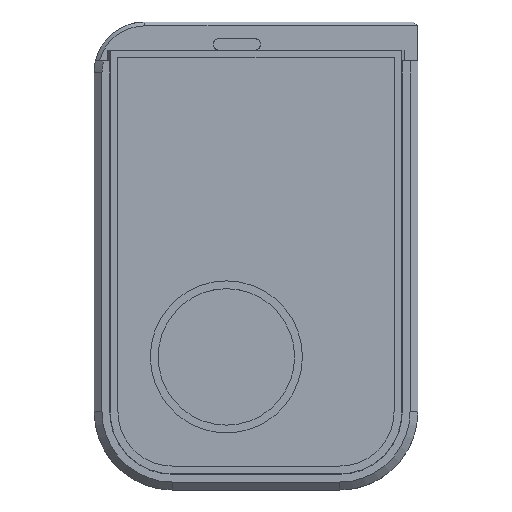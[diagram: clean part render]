
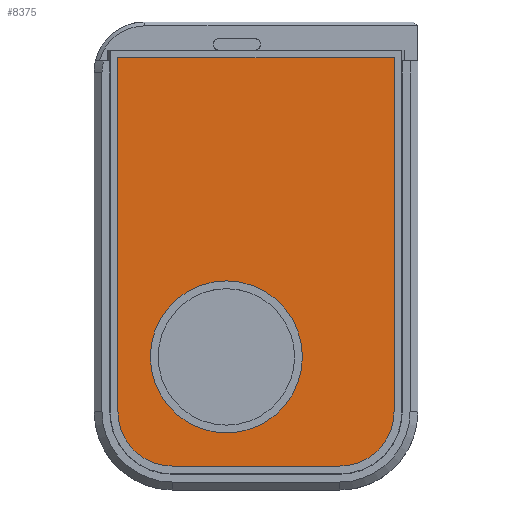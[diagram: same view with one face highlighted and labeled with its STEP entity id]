
A CAD part, top view. The second image highlights one B-rep face of the part: STEP entity #8375.
In plain terms, the highlighted planar face has unit normal (0, 0, 1).
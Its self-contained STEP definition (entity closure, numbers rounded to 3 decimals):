
#70=FACE_BOUND('',#1249,.T.);
#363=CIRCLE('',#8998,13.9);
#364=CIRCLE('',#8999,13.9);
#365=CIRCLE('',#9000,19.5);
#787=FACE_OUTER_BOUND('',#1248,.T.);
#1248=EDGE_LOOP('',(#7538,#7539,#7540,#7541,#7542,#7543));
#1249=EDGE_LOOP('',(#7544));
#2217=LINE('',#13936,#3205);
#2221=LINE('',#13946,#3209);
#2222=LINE('',#13950,#3210);
#2223=LINE('',#13951,#3211);
#3205=VECTOR('',#11124,10.);
#3209=VECTOR('',#11132,10.);
#3210=VECTOR('',#11135,10.);
#3211=VECTOR('',#11136,10.);
#3970=VERTEX_POINT('',#13934);
#3971=VERTEX_POINT('',#13935);
#3974=VERTEX_POINT('',#13943);
#3975=VERTEX_POINT('',#13945);
#3976=VERTEX_POINT('',#13947);
#3977=VERTEX_POINT('',#13949);
#3978=VERTEX_POINT('',#13952);
#5164=EDGE_CURVE('',#3970,#3971,#2217,.T.);
#5168=EDGE_CURVE('',#3970,#3974,#363,.T.);
#5169=EDGE_CURVE('',#3975,#3974,#2221,.T.);
#5170=EDGE_CURVE('',#3975,#3976,#364,.F.);
#5171=EDGE_CURVE('',#3976,#3977,#2222,.T.);
#5172=EDGE_CURVE('',#3971,#3977,#2223,.T.);
#5173=EDGE_CURVE('',#3978,#3978,#365,.F.);
#7538=ORIENTED_EDGE('',*,*,#5164,.F.);
#7539=ORIENTED_EDGE('',*,*,#5168,.T.);
#7540=ORIENTED_EDGE('',*,*,#5169,.F.);
#7541=ORIENTED_EDGE('',*,*,#5170,.T.);
#7542=ORIENTED_EDGE('',*,*,#5171,.T.);
#7543=ORIENTED_EDGE('',*,*,#5172,.F.);
#7544=ORIENTED_EDGE('',*,*,#5173,.F.);
#7961=PLANE('',#8997);
#8375=ADVANCED_FACE('',(#787,#70),#7961,.T.);
#8997=AXIS2_PLACEMENT_3D('',#13942,#11128,#11129);
#8998=AXIS2_PLACEMENT_3D('',#13944,#11130,#11131);
#8999=AXIS2_PLACEMENT_3D('',#13948,#11133,#11134);
#9000=AXIS2_PLACEMENT_3D('',#13953,#11137,#11138);
#11124=DIRECTION('',(0.,1.,0.));
#11128=DIRECTION('center_axis',(0.,0.,1.));
#11129=DIRECTION('ref_axis',(-1.,0.,0.));
#11130=DIRECTION('center_axis',(0.,0.,1.));
#11131=DIRECTION('ref_axis',(-1.,0.,0.));
#11132=DIRECTION('',(-1.,0.,0.));
#11133=DIRECTION('center_axis',(0.,0.,-1.));
#11134=DIRECTION('ref_axis',(0.707,-0.707,0.));
#11135=DIRECTION('',(0.,1.,0.));
#11136=DIRECTION('',(1.,0.,0.));
#11137=DIRECTION('center_axis',(0.,0.,-1.));
#11138=DIRECTION('ref_axis',(1.,0.,0.));
#13934=CARTESIAN_POINT('',(-167.9,-30.,17.3));
#13935=CARTESIAN_POINT('',(-167.9,60.8,17.3));
#13936=CARTESIAN_POINT('',(-167.9,29.7,17.3));
#13942=CARTESIAN_POINT('Origin',(-110.,4.5,17.3));
#13943=CARTESIAN_POINT('',(-154.,-43.9,17.3));
#13944=CARTESIAN_POINT('Origin',(-154.,-30.,17.3));
#13945=CARTESIAN_POINT('',(-111.,-43.9,17.3));
#13946=CARTESIAN_POINT('',(-132.,-43.9,17.3));
#13947=CARTESIAN_POINT('',(-97.1,-30.,17.3));
#13948=CARTESIAN_POINT('Origin',(-111.,-30.,17.3));
#13949=CARTESIAN_POINT('',(-97.1,60.8,17.3));
#13950=CARTESIAN_POINT('',(-97.1,32.25,17.3));
#13951=CARTESIAN_POINT('',(-126.719,60.8,17.3));
#13952=CARTESIAN_POINT('',(-159.6,-15.9,17.3));
#13953=CARTESIAN_POINT('Origin',(-140.1,-15.9,17.3));
